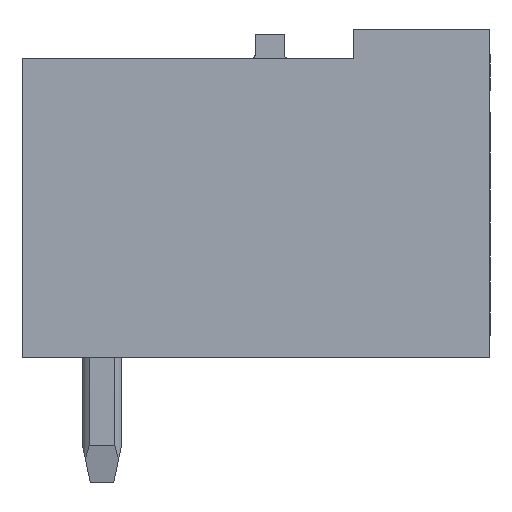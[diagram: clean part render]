
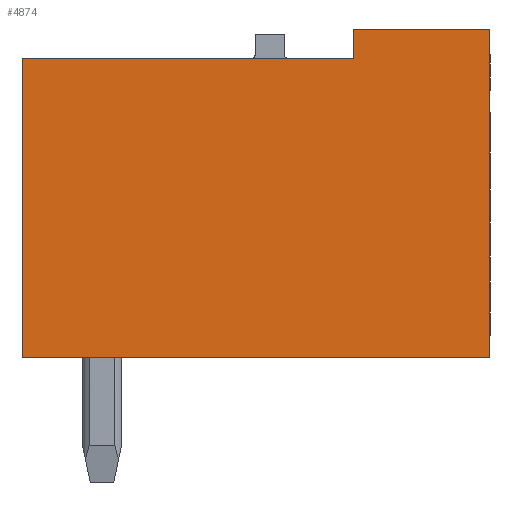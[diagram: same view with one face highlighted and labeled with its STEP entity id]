
A CAD part, left-side view. The second image highlights one B-rep face of the part: STEP entity #4874.
In plain terms, the highlighted planar face has unit normal (-1, 0, 0).
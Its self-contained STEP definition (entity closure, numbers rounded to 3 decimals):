
#4864=AXIS2_PLACEMENT_3D('Plane Axis2P3D',#4861,#4862,#4863) ;
#269=CARTESIAN_POINT('Vertex',(0.,3.5,11.63)) ;
#272=CARTESIAN_POINT('Line Origine',(0.,1.75,11.63)) ;
#276=CARTESIAN_POINT('Vertex',(0.,0.,11.63)) ;
#671=CARTESIAN_POINT('Vertex',(0.,12.,10.88)) ;
#674=CARTESIAN_POINT('Line Origine',(0.,7.75,10.88)) ;
#678=CARTESIAN_POINT('Vertex',(0.,3.5,10.88)) ;
#936=CARTESIAN_POINT('Vertex',(0.,12.,3.2)) ;
#939=CARTESIAN_POINT('Line Origine',(0.,12.,7.04)) ;
#1003=CARTESIAN_POINT('Vertex',(0.,0.,3.2)) ;
#1006=CARTESIAN_POINT('Line Origine',(0.,6.,3.2)) ;
#2330=CARTESIAN_POINT('Line Origine',(0.,0.,7.415)) ;
#4203=CARTESIAN_POINT('Line Origine',(0.,3.5,11.255)) ;
#4861=CARTESIAN_POINT('Axis2P3D Location',(0.,0.,0.)) ;
#273=DIRECTION('Vector Direction',(0.,-1.,0.)) ;
#675=DIRECTION('Vector Direction',(0.,1.,0.)) ;
#940=DIRECTION('Vector Direction',(0.,0.,1.)) ;
#1007=DIRECTION('Vector Direction',(0.,1.,0.)) ;
#2331=DIRECTION('Vector Direction',(0.,0.,-1.)) ;
#4204=DIRECTION('Vector Direction',(0.,0.,1.)) ;
#4862=DIRECTION('Axis2P3D Direction',(-1.,0.,0.)) ;
#4863=DIRECTION('Axis2P3D XDirection',(0.,-1.,0.)) ;
#274=VECTOR('Line Direction',#273,1.) ;
#676=VECTOR('Line Direction',#675,1.) ;
#941=VECTOR('Line Direction',#940,1.) ;
#1008=VECTOR('Line Direction',#1007,1.) ;
#2332=VECTOR('Line Direction',#2331,1.) ;
#4205=VECTOR('Line Direction',#4204,1.) ;
#4867=ORIENTED_EDGE('',*,*,#2334,.T.) ;
#4868=ORIENTED_EDGE('',*,*,#278,.T.) ;
#4869=ORIENTED_EDGE('',*,*,#4207,.T.) ;
#4870=ORIENTED_EDGE('',*,*,#680,.T.) ;
#4871=ORIENTED_EDGE('',*,*,#943,.T.) ;
#4872=ORIENTED_EDGE('',*,*,#1010,.T.) ;
#4874=ADVANCED_FACE('Housing',(#4873),#4865,.T.) ;
#278=EDGE_CURVE('',#277,#270,#275,.F.) ;
#680=EDGE_CURVE('',#679,#672,#677,.T.) ;
#943=EDGE_CURVE('',#672,#937,#942,.F.) ;
#1010=EDGE_CURVE('',#937,#1004,#1009,.F.) ;
#2334=EDGE_CURVE('',#1004,#277,#2333,.F.) ;
#4207=EDGE_CURVE('',#270,#679,#4206,.F.) ;
#4866=EDGE_LOOP('',(#4867,#4868,#4869,#4870,#4871,#4872)) ;
#4873=FACE_OUTER_BOUND('',#4866,.T.) ;
#275=LINE('Line',#272,#274) ;
#677=LINE('Line',#674,#676) ;
#942=LINE('Line',#939,#941) ;
#1009=LINE('Line',#1006,#1008) ;
#2333=LINE('Line',#2330,#2332) ;
#4206=LINE('Line',#4203,#4205) ;
#4865=PLANE('',#4864) ;
#270=VERTEX_POINT('',#269) ;
#277=VERTEX_POINT('',#276) ;
#672=VERTEX_POINT('',#671) ;
#679=VERTEX_POINT('',#678) ;
#937=VERTEX_POINT('',#936) ;
#1004=VERTEX_POINT('',#1003) ;
